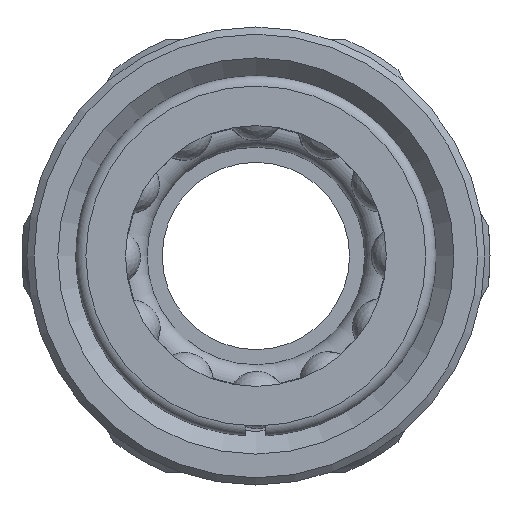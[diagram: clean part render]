
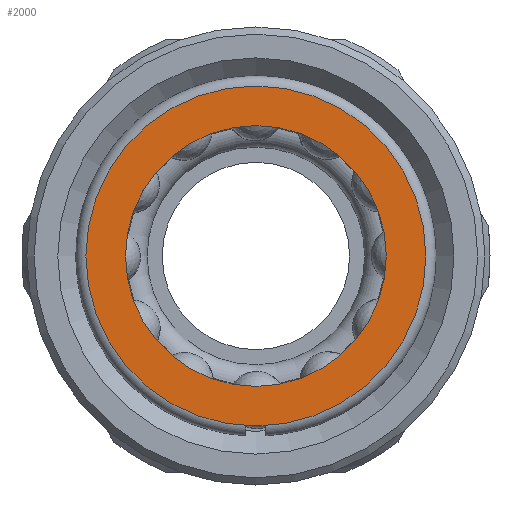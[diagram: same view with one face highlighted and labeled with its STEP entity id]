
A CAD part, front view. The second image highlights one B-rep face of the part: STEP entity #2000.
In plain terms, the highlighted planar face has unit normal (0, -1, 0).
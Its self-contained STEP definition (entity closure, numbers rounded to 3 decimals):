
#119=CIRCLE('',#2151,11.8);
#120=CIRCLE('',#2153,9.05);
#207=PLANE('',#2152);
#345=ORIENTED_EDGE('',*,*,#599,.F.);
#346=ORIENTED_EDGE('',*,*,#598,.T.);
#598=EDGE_CURVE('',#746,#746,#119,.T.);
#599=EDGE_CURVE('',#747,#747,#120,.T.);
#746=VERTEX_POINT('',#3740);
#747=VERTEX_POINT('',#3743);
#966=EDGE_LOOP('',(#345));
#967=EDGE_LOOP('',(#346));
#1162=FACE_BOUND('',#966,.T.);
#1163=FACE_BOUND('',#967,.T.);
#2000=ADVANCED_FACE('',(#1162,#1163),#207,.T.);
#2151=AXIS2_PLACEMENT_3D('',#3739,#2418,#2419);
#2152=AXIS2_PLACEMENT_3D('',#3741,#2420,#2421);
#2153=AXIS2_PLACEMENT_3D('',#3742,#2422,#2423);
#2418=DIRECTION('',(0.,-1.,0.));
#2419=DIRECTION('',(1.,0.,0.));
#2420=DIRECTION('',(0.,-1.,0.));
#2421=DIRECTION('',(0.,0.,-1.));
#2422=DIRECTION('',(0.,-1.,0.));
#2423=DIRECTION('',(0.,0.,-1.));
#3739=CARTESIAN_POINT('',(0.,0.,0.));
#3740=CARTESIAN_POINT('',(11.8,0.,0.));
#3741=CARTESIAN_POINT('',(-8.66,0.,-15.));
#3742=CARTESIAN_POINT('',(0.,0.,0.));
#3743=CARTESIAN_POINT('',(0.,0.,-9.05));
